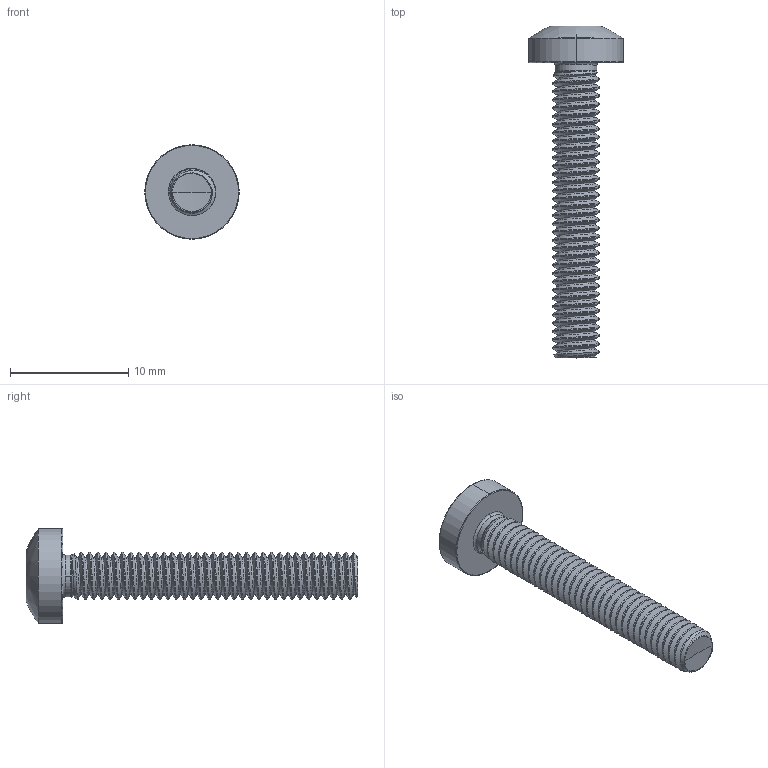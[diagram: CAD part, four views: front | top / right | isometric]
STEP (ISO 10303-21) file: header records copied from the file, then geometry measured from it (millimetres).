
FILE_DESCRIPTION (( 'STEP AP203' ), '1' );
FILE_NAME ('STM390400250.STEP', '2020-12-23T16:15:56', ( '' ), ( '' ), 'SwSTEP 2.0', 'SolidWorks 2015', '' );
FILE_SCHEMA (( 'CONFIG_CONTROL_DESIGN' ));
Length unit declared in the file: millimetre
Products named in the file (2): STM390400250
Bounding box: 8 x 28.1 x 8 mm (x, y, z)
Volume: 368.5 mm3; surface area: 640.3 mm2
Topology: 1 solids, 1 shells, 142 faces, 384 edges, 244 vertices
Faces by surface type: cylinder 91, bspline 18, torus 14, cone 12, sphere 4, plane 3
Entity records: 32677 total; most frequent: CARTESIAN_POINT 29545, ORIENTED_EDGE 764, DIRECTION 489, EDGE_CURVE 382, VERTEX_POINT 244, AXIS2_PLACEMENT_3D 194, EDGE_LOOP 144, ADVANCED_FACE 142
